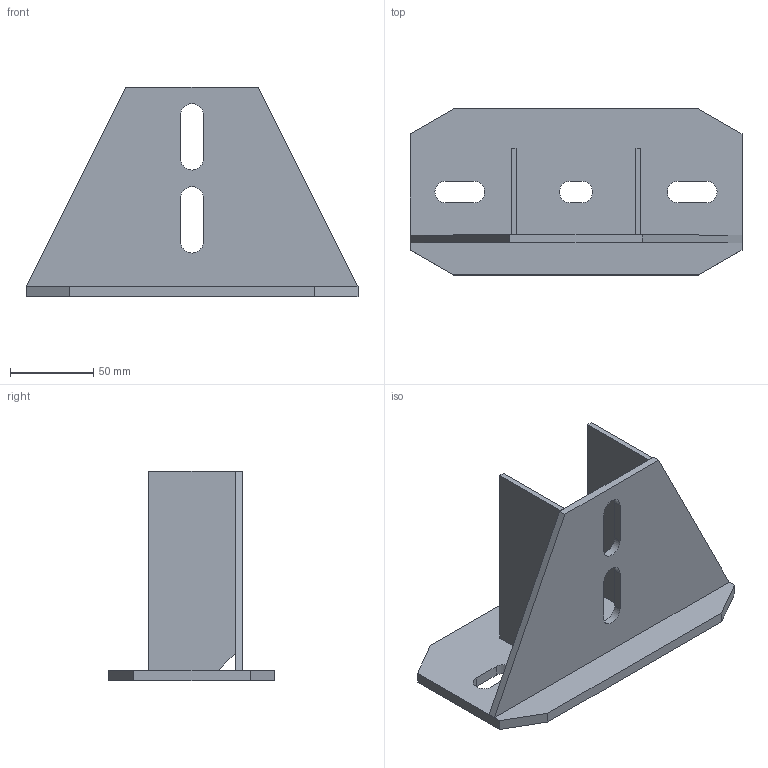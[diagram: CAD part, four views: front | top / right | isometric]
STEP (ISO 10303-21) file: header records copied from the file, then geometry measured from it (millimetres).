
FILE_DESCRIPTION((''),'2;1');
FILE_NAME('6349056_ASM','2012-08-28T',('AndreasKeweloh'),(''),'PRO/ENGINEER BY PARAMETRIC TECHNOLOGY CORPORATION, 2012130','PRO/ENGINEER BY PARAMETRIC TECHNOLOGY CORPORATION, 2012130','');
FILE_SCHEMA(('CONFIG_CONTROL_DESIGN'));
Length unit declared in the file: millimetre
Products named in the file (4): KTS_02_020_008_1; BL_4_5X120_200_1; BL_3X52X120_1; 6349056_ASM
Assembly tree (4 placements, depth 2):
  6349056_ASM
    KTS_02_020_008_1
    BL_4_5X120_200_1
    BL_3X52X120_1  x2
Bounding box: 200 x 100 x 126.5 mm (x, y, z)
Volume: 226959.5 mm3; surface area: 103171.1 mm2
Topology: 4 solids, 4 shells, 50 faces, 138 edges, 96 vertices
Faces by surface type: plane 40, cylinder 10
Entity records: 1561 total; most frequent: CARTESIAN_POINT 260, DIRECTION 257, ORIENTED_EDGE 246, EDGE_CURVE 123, VECTOR 91, LINE 91, VERTEX_POINT 86, AXIS2_PLACEMENT_3D 83
